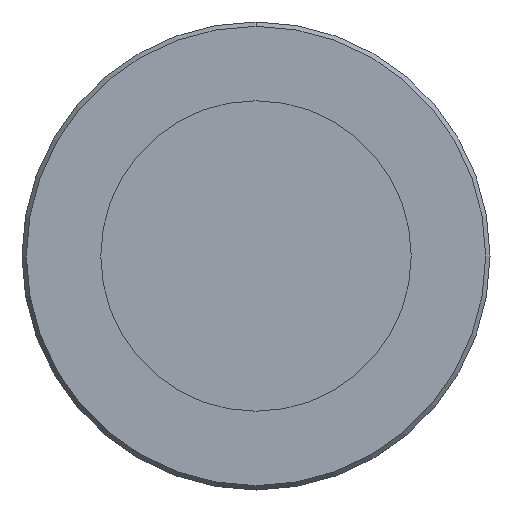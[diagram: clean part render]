
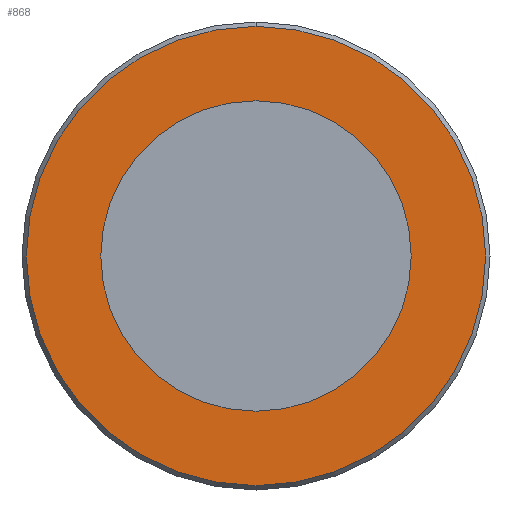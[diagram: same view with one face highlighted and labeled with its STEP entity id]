
A CAD part, front view. The second image highlights one B-rep face of the part: STEP entity #868.
In plain terms, the highlighted planar face has unit normal (0, -1, 0).
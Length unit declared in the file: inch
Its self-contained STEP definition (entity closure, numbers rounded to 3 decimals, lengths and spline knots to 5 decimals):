
#6 = EDGE_CURVE ( 'NONE', #712, #248, #791, .T. ) ;
#8 = CIRCLE ( 'NONE', #1129, 0.20709 ) ;
#40 = CARTESIAN_POINT ( 'NONE',  ( 0.00003, -0.2015, 0. ) ) ;
#88 = ORIENTED_EDGE ( 'NONE', *, *, #1107, .T. ) ;
#108 = FACE_OUTER_BOUND ( 'NONE', #406, .T. ) ;
#170 = AXIS2_PLACEMENT_3D ( 'NONE', #352, #538, #848 ) ;
#178 = ORIENTED_EDGE ( 'NONE', *, *, #1205, .F. ) ;
#199 = VERTEX_POINT ( 'NONE', #1167 ) ;
#206 = AXIS2_PLACEMENT_3D ( 'NONE', #455, #837, #740 ) ;
#248 = VERTEX_POINT ( 'NONE', #721 ) ;
#275 = CARTESIAN_POINT ( 'NONE',  ( 0.00003, -0.2015, 0. ) ) ;
#291 = ORIENTED_EDGE ( 'NONE', *, *, #6, .F. ) ;
#324 = EDGE_LOOP ( 'NONE', ( #291, #178 ) ) ;
#352 = CARTESIAN_POINT ( 'NONE',  ( 0.00003, -0.2015, 0. ) ) ;
#403 = DIRECTION ( 'NONE',  ( 0., -1., 0. ) ) ;
#406 = EDGE_LOOP ( 'NONE', ( #562, #88 ) ) ;
#455 = CARTESIAN_POINT ( 'NONE',  ( 0.00003, -0.2015, 0. ) ) ;
#477 = EDGE_CURVE ( 'NONE', #1051, #199, #8, .T. ) ;
#479 = AXIS2_PLACEMENT_3D ( 'NONE', #968, #492, #876 ) ;
#489 = CARTESIAN_POINT ( 'NONE',  ( 0.00003, -0.2015, -0.20709 ) ) ;
#492 = DIRECTION ( 'NONE',  ( 0., 1., 0. ) ) ;
#514 = DIRECTION ( 'NONE',  ( 0., 0., -1. ) ) ;
#538 = DIRECTION ( 'NONE',  ( 0., -1., 0. ) ) ;
#562 = ORIENTED_EDGE ( 'NONE', *, *, #477, .T. ) ;
#570 = AXIS2_PLACEMENT_3D ( 'NONE', #275, #1036, #1145 ) ;
#625 = CIRCLE ( 'NONE', #206, 0.20709 ) ;
#663 = CARTESIAN_POINT ( 'NONE',  ( 0.00003, -0.2015, -0.14 ) ) ;
#712 = VERTEX_POINT ( 'NONE', #663 ) ;
#721 = CARTESIAN_POINT ( 'NONE',  ( 0.00003, -0.2015, 0.14 ) ) ;
#739 = CIRCLE ( 'NONE', #170, 0.14 ) ;
#740 = DIRECTION ( 'NONE',  ( 0., 0., -1. ) ) ;
#791 = CIRCLE ( 'NONE', #570, 0.14 ) ;
#837 = DIRECTION ( 'NONE',  ( 0., -1., 0. ) ) ;
#848 = DIRECTION ( 'NONE',  ( 0., 0., -1. ) ) ;
#868 = ADVANCED_FACE ( 'NONE', ( #961, #108 ), #1061, .F. ) ;
#876 = DIRECTION ( 'NONE',  ( 0., 0., 1. ) ) ;
#961 = FACE_BOUND ( 'NONE', #324, .T. ) ;
#968 = CARTESIAN_POINT ( 'NONE',  ( -0.20706, -0.2015, 0. ) ) ;
#1036 = DIRECTION ( 'NONE',  ( 0., -1., 0. ) ) ;
#1051 = VERTEX_POINT ( 'NONE', #489 ) ;
#1061 = PLANE ( 'NONE',  #479 ) ;
#1107 = EDGE_CURVE ( 'NONE', #199, #1051, #625, .T. ) ;
#1129 = AXIS2_PLACEMENT_3D ( 'NONE', #40, #403, #514 ) ;
#1145 = DIRECTION ( 'NONE',  ( 0., 0., -1. ) ) ;
#1167 = CARTESIAN_POINT ( 'NONE',  ( 0.00003, -0.2015, 0.20709 ) ) ;
#1205 = EDGE_CURVE ( 'NONE', #248, #712, #739, .T. ) ;
